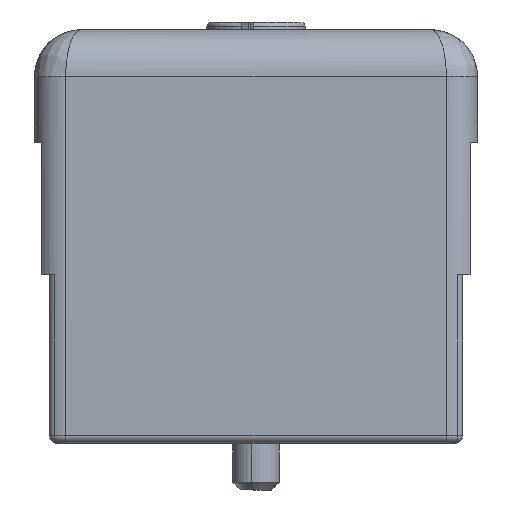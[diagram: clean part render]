
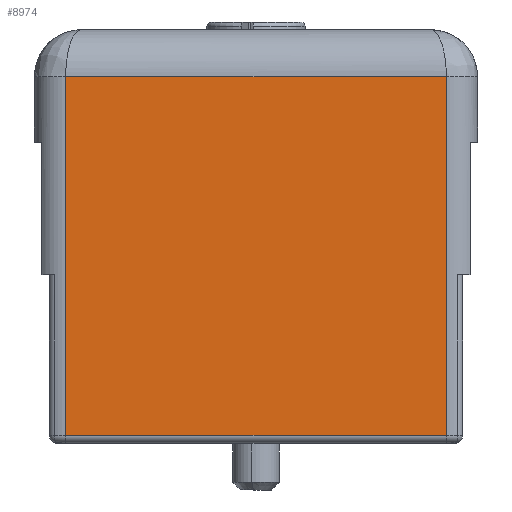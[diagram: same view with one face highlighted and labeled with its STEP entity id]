
A CAD part, front view. The second image highlights one B-rep face of the part: STEP entity #8974.
In plain terms, the highlighted planar face has unit normal (0, -1, 0).
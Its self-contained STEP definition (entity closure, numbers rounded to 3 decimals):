
#8947=AXIS2_PLACEMENT_3D('Plane Axis2P3D',#8944,#8945,#8946) ;
#7801=CARTESIAN_POINT('Vertex',(2.,0.,26.5)) ;
#7804=CARTESIAN_POINT('Line Origine',(26.4,0.,26.5)) ;
#7808=CARTESIAN_POINT('Vertex',(26.4,0.,26.5)) ;
#8944=CARTESIAN_POINT('Axis2P3D Location',(26.4,0.,29.5)) ;
#8949=CARTESIAN_POINT('Line Origine',(2.,0.,15.)) ;
#8953=CARTESIAN_POINT('Vertex',(2.,0.,3.5)) ;
#8956=CARTESIAN_POINT('Line Origine',(14.2,0.,3.5)) ;
#8960=CARTESIAN_POINT('Vertex',(26.4,0.,3.5)) ;
#8963=CARTESIAN_POINT('Line Origine',(26.4,0.,15.)) ;
#7805=DIRECTION('Vector Direction',(1.,0.,0.)) ;
#8945=DIRECTION('Axis2P3D Direction',(0.,-1.,0.)) ;
#8946=DIRECTION('Axis2P3D XDirection',(-1.,0.,0.)) ;
#8950=DIRECTION('Vector Direction',(0.,0.,-1.)) ;
#8957=DIRECTION('Vector Direction',(1.,0.,0.)) ;
#8964=DIRECTION('Vector Direction',(0.,0.,-1.)) ;
#7806=VECTOR('Line Direction',#7805,1.) ;
#8951=VECTOR('Line Direction',#8950,1.) ;
#8958=VECTOR('Line Direction',#8957,1.) ;
#8965=VECTOR('Line Direction',#8964,1.) ;
#8969=ORIENTED_EDGE('',*,*,#8955,.T.) ;
#8970=ORIENTED_EDGE('',*,*,#8962,.T.) ;
#8971=ORIENTED_EDGE('',*,*,#8967,.F.) ;
#8972=ORIENTED_EDGE('',*,*,#7810,.T.) ;
#8974=ADVANCED_FACE('Hauptkoerper',(#8973),#8948,.T.) ;
#7810=EDGE_CURVE('',#7809,#7802,#7807,.F.) ;
#8955=EDGE_CURVE('',#7802,#8954,#8952,.T.) ;
#8962=EDGE_CURVE('',#8954,#8961,#8959,.T.) ;
#8967=EDGE_CURVE('',#7809,#8961,#8966,.T.) ;
#8968=EDGE_LOOP('',(#8969,#8970,#8971,#8972)) ;
#8973=FACE_OUTER_BOUND('',#8968,.T.) ;
#7807=LINE('Line',#7804,#7806) ;
#8952=LINE('Line',#8949,#8951) ;
#8959=LINE('Line',#8956,#8958) ;
#8966=LINE('Line',#8963,#8965) ;
#8948=PLANE('',#8947) ;
#7802=VERTEX_POINT('',#7801) ;
#7809=VERTEX_POINT('',#7808) ;
#8954=VERTEX_POINT('',#8953) ;
#8961=VERTEX_POINT('',#8960) ;
